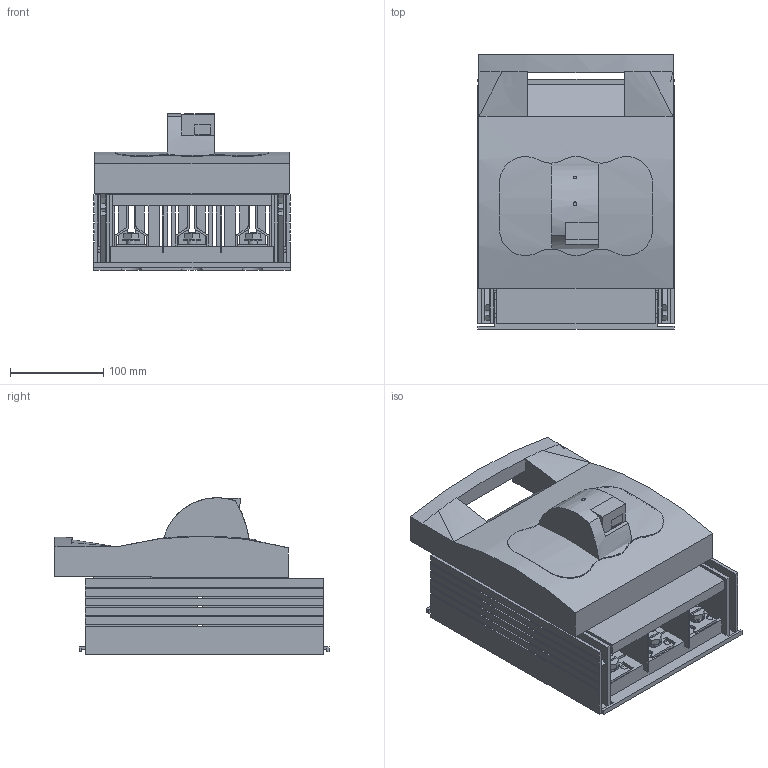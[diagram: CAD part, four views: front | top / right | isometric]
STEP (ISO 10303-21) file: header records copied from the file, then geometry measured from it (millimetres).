
FILE_DESCRIPTION((''),'2;1');
FILE_NAME('33331000.stp','2007-12-23T10:18:02',('Hubert Lenker'),(''),'Autodesk Inventor 10','Autodesk Inventor 10','');
FILE_SCHEMA(('AUTOMOTIVE_DESIGN { 1 0 10303 214 1 1 1 1 }'));
Length unit declared in the file: millimetre
Products named in the file (14): 33331000; 30969000; NH-Kontakt2; 30712000; 79115000; 30860000; 79142000; 79137000; 82177000; 80239000; 79638000
Assembly tree (26 placements, depth 3):
  33331000
    30969000
      30969000
      NH-Kontakt2  x6
    30712000
    79115000
    30860000
      30860000
      79142000
    79137000  x2
      79137000
      82177000
    80239000  x6
    79638000
Bounding box: 210 x 293.98 x 167.71 mm (x, y, z)
Volume: 1782420.8 mm3; surface area: 884963.2 mm2
Topology: 28 solids, 28 shells, 1374 faces, 3967 edges, 2551 vertices
Faces by surface type: plane 1195, cylinder 157, bspline 16, cone 6
Full cylindrical faces by diameter (mm): 2.828 x1, 3 x12, 4 x1, 8.376 x6, 10 x12, 11 x6, 18 x6
Entity records: 33413 total; most frequent: CARTESIAN_POINT 7386, ORIENTED_EDGE 5634, DIRECTION 4882, EDGE_CURVE 2817, VECTOR 2560, LINE 2560, VERTEX_POINT 1821, AXIS2_PLACEMENT_3D 1161
